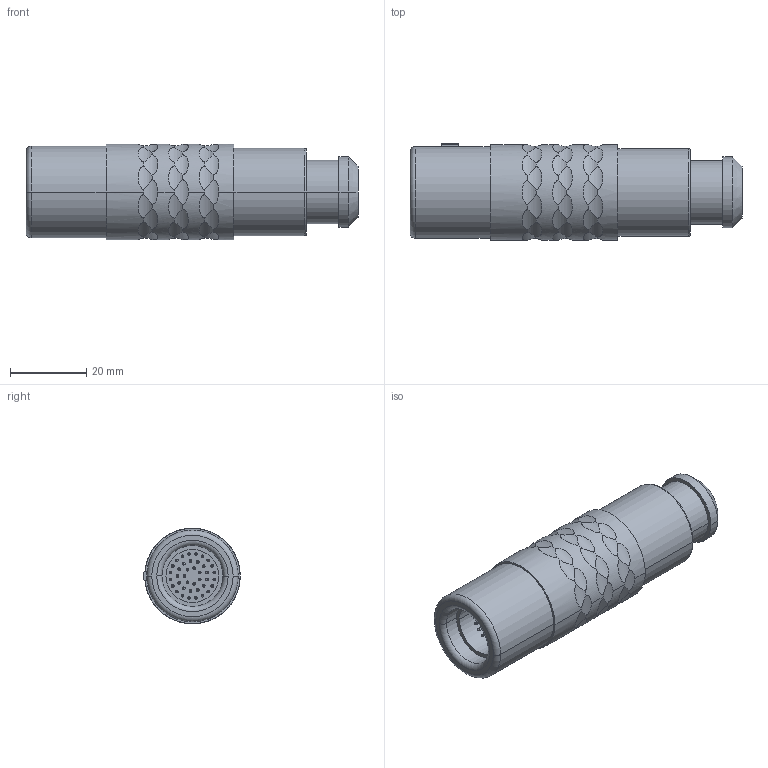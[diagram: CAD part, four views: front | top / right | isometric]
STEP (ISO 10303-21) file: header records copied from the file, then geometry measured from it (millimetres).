
FILE_DESCRIPTION((''),'2;1');
FILE_NAME('S24K0C-P40M','2013-02-06T',('RTrager'),(''),'PRO/ENGINEER BY PARAMETRIC TECHNOLOGY CORPORATION, 2010330','PRO/ENGINEER BY PARAMETRIC TECHNOLOGY CORPORATION, 2010330','');
FILE_SCHEMA(('CONFIG_CONTROL_DESIGN'));
Length unit declared in the file: millimetre
Products named in the file (1): S24K0C-P40M
Bounding box: 87 x 25.24 x 25 mm (x, y, z)
Volume: 26316.8 mm3; surface area: 11574.4 mm2
Topology: 1 solids, 1 shells, 654 faces, 1713 edges, 1070 vertices
Faces by surface type: cylinder 409, plane 104, sphere 80, torus 46, bspline 13, cone 2
Entity records: 26648 total; most frequent: CARTESIAN_POINT 11098, ORIENTED_EDGE 3266, DIRECTION 3247, EDGE_CURVE 1633, AXIS2_PLACEMENT_3D 1386, VERTEX_POINT 1070, CIRCLE 745, EDGE_LOOP 743
